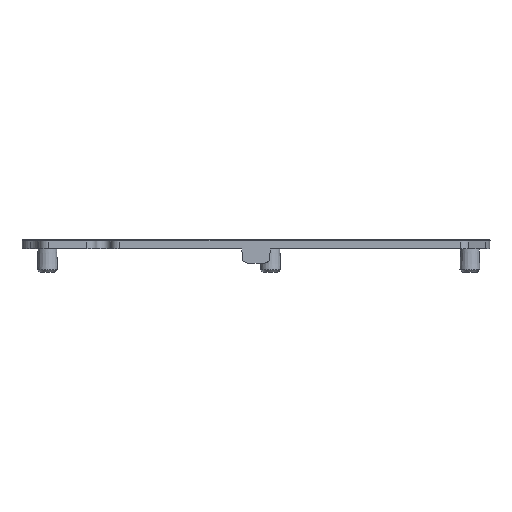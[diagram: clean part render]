
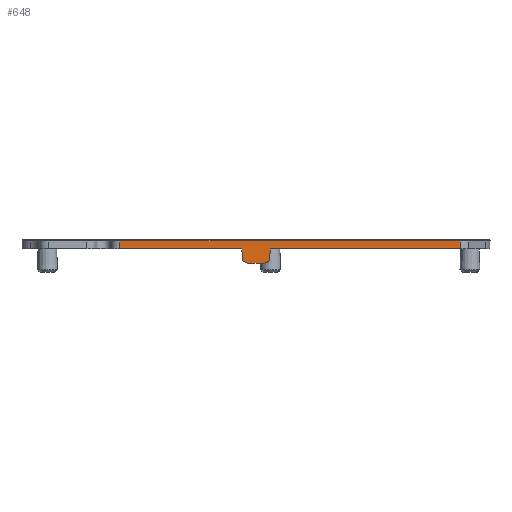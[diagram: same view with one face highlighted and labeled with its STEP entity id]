
A CAD part, front view. The second image highlights one B-rep face of the part: STEP entity #648.
In plain terms, the highlighted planar face has unit normal (0, -1, 0).
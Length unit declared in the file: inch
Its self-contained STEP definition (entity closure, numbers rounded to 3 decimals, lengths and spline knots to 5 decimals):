
#21 = DIRECTION ( 'NONE',  ( 0., 0., 1. ) ) ;
#45 = VERTEX_POINT ( 'NONE', #1568 ) ;
#119 = DIRECTION ( 'NONE',  ( 1., 0., 0. ) ) ;
#141 = CARTESIAN_POINT ( 'NONE',  ( 0.83452, 0., 0.03937 ) ) ;
#142 = DIRECTION ( 'NONE',  ( 1., 0., 0. ) ) ;
#144 = CARTESIAN_POINT ( 'NONE',  ( -0.0571, 0., -0.03543 ) ) ;
#147 = AXIS2_PLACEMENT_3D ( 'NONE', #937, #1448, #1657 ) ;
#191 = PLANE ( 'NONE',  #147 ) ;
#211 = ORIENTED_EDGE ( 'NONE', *, *, #1375, .F. ) ;
#221 = VECTOR ( 'NONE', #1711, 39.37008 ) ;
#289 = DIRECTION ( 'NONE',  ( -0.026, 0., -1. ) ) ;
#301 = DIRECTION ( 'NONE',  ( 0., 0., 1. ) ) ;
#320 = LINE ( 'NONE', #354, #1252 ) ;
#354 = CARTESIAN_POINT ( 'NONE',  ( 0.83452, 0., 0. ) ) ;
#391 = EDGE_CURVE ( 'NONE', #1540, #1712, #789, .T. ) ;
#429 = EDGE_CURVE ( 'NONE', #1030, #1618, #320, .T. ) ;
#468 = LINE ( 'NONE', #1908, #1764 ) ;
#505 = VERTEX_POINT ( 'NONE', #1927 ) ;
#529 = EDGE_LOOP ( 'NONE', ( #1857, #1179, #1264, #2261, #1085, #2081, #211, #1977, #2056, #2272 ) ) ;
#541 = AXIS2_PLACEMENT_3D ( 'NONE', #759, #2005, #21 ) ;
#599 = EDGE_CURVE ( 'NONE', #505, #834, #1472, .T. ) ;
#637 = LINE ( 'NONE', #1944, #1081 ) ;
#648 = ADVANCED_FACE ( 'NONE', ( #2021 ), #191, .F. ) ;
#655 = VERTEX_POINT ( 'NONE', #1637 ) ;
#658 = DIRECTION ( 'NONE',  ( 0., 0., -1. ) ) ;
#685 = AXIS2_PLACEMENT_3D ( 'NONE', #144, #1240, #658 ) ;
#690 = DIRECTION ( 'NONE',  ( -0.026, 0., 1. ) ) ;
#692 = DIRECTION ( 'NONE',  ( 0., 0., -1. ) ) ;
#740 = VERTEX_POINT ( 'NONE', #766 ) ;
#759 = CARTESIAN_POINT ( 'NONE',  ( 0.01189, 0., -0.03543 ) ) ;
#766 = CARTESIAN_POINT ( 'NONE',  ( 0.83452, 0., 0.03346 ) ) ;
#789 = CIRCLE ( 'NONE', #685, 0.02362 ) ;
#834 = VERTEX_POINT ( 'NONE', #1250 ) ;
#850 = EDGE_CURVE ( 'NONE', #655, #1621, #2270, .T. ) ;
#863 = CARTESIAN_POINT ( 'NONE',  ( -0.59373, 0., 0.03937 ) ) ;
#937 = CARTESIAN_POINT ( 'NONE',  ( -0.59373, 0., 0.03937 ) ) ;
#954 = CARTESIAN_POINT ( 'NONE',  ( -0.08166, 0., 0. ) ) ;
#1030 = VERTEX_POINT ( 'NONE', #1798 ) ;
#1081 = VECTOR ( 'NONE', #289, 39.37008 ) ;
#1085 = ORIENTED_EDGE ( 'NONE', *, *, #429, .T. ) ;
#1132 = CARTESIAN_POINT ( 'NONE',  ( -0.0571, 0., -0.05906 ) ) ;
#1179 = ORIENTED_EDGE ( 'NONE', *, *, #1797, .F. ) ;
#1190 = LINE ( 'NONE', #2292, #1241 ) ;
#1240 = DIRECTION ( 'NONE',  ( 0., 1., 0. ) ) ;
#1241 = VECTOR ( 'NONE', #690, 39.37008 ) ;
#1250 = CARTESIAN_POINT ( 'NONE',  ( 0.01189, 0., -0.05906 ) ) ;
#1252 = VECTOR ( 'NONE', #1951, 39.37008 ) ;
#1264 = ORIENTED_EDGE ( 'NONE', *, *, #599, .F. ) ;
#1284 = EDGE_CURVE ( 'NONE', #740, #1618, #1599, .T. ) ;
#1375 = EDGE_CURVE ( 'NONE', #45, #740, #468, .T. ) ;
#1425 = VECTOR ( 'NONE', #692, 39.37008 ) ;
#1448 = DIRECTION ( 'NONE',  ( 0., 1., 0. ) ) ;
#1472 = CIRCLE ( 'NONE', #541, 0.02362 ) ;
#1531 = LINE ( 'NONE', #863, #2293 ) ;
#1540 = VERTEX_POINT ( 'NONE', #1132 ) ;
#1562 = CARTESIAN_POINT ( 'NONE',  ( -0.59373, 0., -0.05906 ) ) ;
#1567 = CARTESIAN_POINT ( 'NONE',  ( 0.83452, 0., 0. ) ) ;
#1568 = CARTESIAN_POINT ( 'NONE',  ( -0.59373, 0., 0.03346 ) ) ;
#1599 = LINE ( 'NONE', #141, #1425 ) ;
#1618 = VERTEX_POINT ( 'NONE', #2216 ) ;
#1621 = VERTEX_POINT ( 'NONE', #954 ) ;
#1637 = CARTESIAN_POINT ( 'NONE',  ( -0.59373, 0., 0. ) ) ;
#1657 = DIRECTION ( 'NONE',  ( -1., 0., 0. ) ) ;
#1695 = EDGE_CURVE ( 'NONE', #1030, #505, #637, .T. ) ;
#1711 = DIRECTION ( 'NONE',  ( -1., 0., 0. ) ) ;
#1712 = VERTEX_POINT ( 'NONE', #2100 ) ;
#1764 = VECTOR ( 'NONE', #119, 39.37008 ) ;
#1774 = EDGE_CURVE ( 'NONE', #655, #45, #1531, .T. ) ;
#1783 = EDGE_CURVE ( 'NONE', #1712, #1621, #1190, .T. ) ;
#1797 = EDGE_CURVE ( 'NONE', #834, #1540, #1917, .T. ) ;
#1798 = CARTESIAN_POINT ( 'NONE',  ( 0.03645, 0., 0. ) ) ;
#1857 = ORIENTED_EDGE ( 'NONE', *, *, #391, .F. ) ;
#1908 = CARTESIAN_POINT ( 'NONE',  ( -0.59373, 0., 0.03346 ) ) ;
#1917 = LINE ( 'NONE', #1562, #221 ) ;
#1927 = CARTESIAN_POINT ( 'NONE',  ( 0.0355, 0., -0.03605 ) ) ;
#1944 = CARTESIAN_POINT ( 'NONE',  ( 0.03645, 0., 0. ) ) ;
#1951 = DIRECTION ( 'NONE',  ( 1., 0., 0. ) ) ;
#1977 = ORIENTED_EDGE ( 'NONE', *, *, #1774, .F. ) ;
#2005 = DIRECTION ( 'NONE',  ( 0., 1., 0. ) ) ;
#2021 = FACE_OUTER_BOUND ( 'NONE', #529, .T. ) ;
#2056 = ORIENTED_EDGE ( 'NONE', *, *, #850, .T. ) ;
#2081 = ORIENTED_EDGE ( 'NONE', *, *, #1284, .F. ) ;
#2100 = CARTESIAN_POINT ( 'NONE',  ( -0.08072, 0., -0.03605 ) ) ;
#2172 = VECTOR ( 'NONE', #142, 39.37008 ) ;
#2216 = CARTESIAN_POINT ( 'NONE',  ( 0.83452, 0., 0. ) ) ;
#2261 = ORIENTED_EDGE ( 'NONE', *, *, #1695, .F. ) ;
#2270 = LINE ( 'NONE', #1567, #2172 ) ;
#2272 = ORIENTED_EDGE ( 'NONE', *, *, #1783, .F. ) ;
#2292 = CARTESIAN_POINT ( 'NONE',  ( -0.08166, 0., 0. ) ) ;
#2293 = VECTOR ( 'NONE', #301, 39.37008 ) ;
